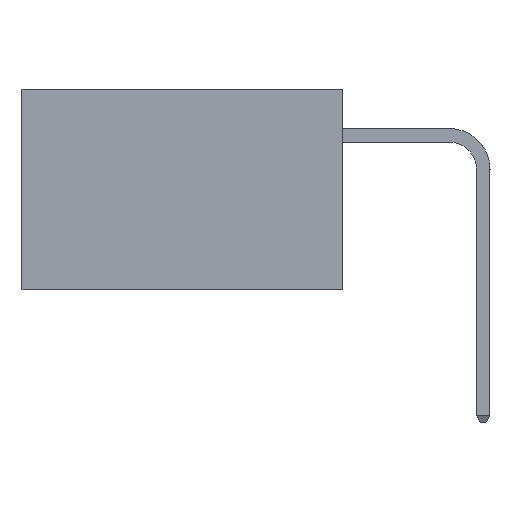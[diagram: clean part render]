
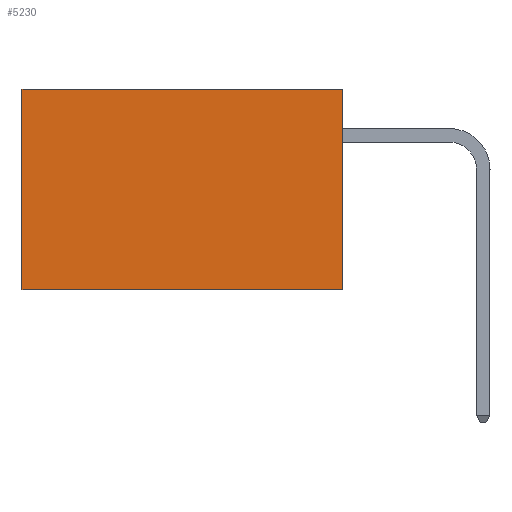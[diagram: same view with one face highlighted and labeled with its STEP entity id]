
A CAD part, left-side view. The second image highlights one B-rep face of the part: STEP entity #5230.
In plain terms, the highlighted planar face has unit normal (-1, 0, 0).
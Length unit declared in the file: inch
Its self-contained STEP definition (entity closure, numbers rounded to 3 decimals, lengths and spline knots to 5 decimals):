
#574 = CARTESIAN_POINT ( 'NONE',  ( 0.277, 0.59, -0.37 ) ) ;
#1103 = AXIS2_PLACEMENT_3D ( 'NONE', #13912, #10595, #10565 ) ;
#1127 = CARTESIAN_POINT ( 'NONE',  ( 0.277, 0.59, 0. ) ) ;
#1262 = VECTOR ( 'NONE', #7082, 39.37008 ) ;
#2010 = CARTESIAN_POINT ( 'NONE',  ( 0.277, 0.59, -0.37 ) ) ;
#2953 = VECTOR ( 'NONE', #8988, 39.37008 ) ;
#4136 = EDGE_CURVE ( 'NONE', #14914, #10133, #10798, .T. ) ;
#4413 = VERTEX_POINT ( 'NONE', #12439 ) ;
#5230 = ADVANCED_FACE ( 'NONE', ( #11301 ), #10397, .F. ) ;
#5734 = EDGE_LOOP ( 'NONE', ( #11654, #14544, #5748, #14893 ) ) ;
#5748 = ORIENTED_EDGE ( 'NONE', *, *, #9341, .F. ) ;
#5962 = VERTEX_POINT ( 'NONE', #2010 ) ;
#6531 = EDGE_CURVE ( 'NONE', #10133, #5962, #6653, .T. ) ;
#6653 = LINE ( 'NONE', #574, #12488 ) ;
#7082 = DIRECTION ( 'NONE',  ( 0., 1., 0. ) ) ;
#8108 = CARTESIAN_POINT ( 'NONE',  ( 0.277, 0., -0.37 ) ) ;
#8985 = EDGE_CURVE ( 'NONE', #4413, #5962, #12039, .T. ) ;
#8988 = DIRECTION ( 'NONE',  ( 0., 0., -1. ) ) ;
#9298 = DIRECTION ( 'NONE',  ( 0., 1., 0. ) ) ;
#9341 = EDGE_CURVE ( 'NONE', #14914, #4413, #12362, .T. ) ;
#10133 = VERTEX_POINT ( 'NONE', #1127 ) ;
#10305 = CARTESIAN_POINT ( 'NONE',  ( 0.277, 0., 0. ) ) ;
#10397 = PLANE ( 'NONE',  #1103 ) ;
#10565 = DIRECTION ( 'NONE',  ( 0., 0., -1. ) ) ;
#10595 = DIRECTION ( 'NONE',  ( 1., 0., 0. ) ) ;
#10798 = LINE ( 'NONE', #13796, #1262 ) ;
#11234 = CARTESIAN_POINT ( 'NONE',  ( 0.277, 0., -0.37 ) ) ;
#11301 = FACE_OUTER_BOUND ( 'NONE', #5734, .T. ) ;
#11654 = ORIENTED_EDGE ( 'NONE', *, *, #6531, .T. ) ;
#12039 = LINE ( 'NONE', #8108, #14561 ) ;
#12362 = LINE ( 'NONE', #11234, #2953 ) ;
#12439 = CARTESIAN_POINT ( 'NONE',  ( 0.277, 0., -0.37 ) ) ;
#12488 = VECTOR ( 'NONE', #14137, 39.37008 ) ;
#13796 = CARTESIAN_POINT ( 'NONE',  ( 0.277, 0., 0. ) ) ;
#13912 = CARTESIAN_POINT ( 'NONE',  ( 0.277, 0., -0.37 ) ) ;
#14137 = DIRECTION ( 'NONE',  ( 0., 0., -1. ) ) ;
#14544 = ORIENTED_EDGE ( 'NONE', *, *, #8985, .F. ) ;
#14561 = VECTOR ( 'NONE', #9298, 39.37008 ) ;
#14893 = ORIENTED_EDGE ( 'NONE', *, *, #4136, .T. ) ;
#14914 = VERTEX_POINT ( 'NONE', #10305 ) ;
